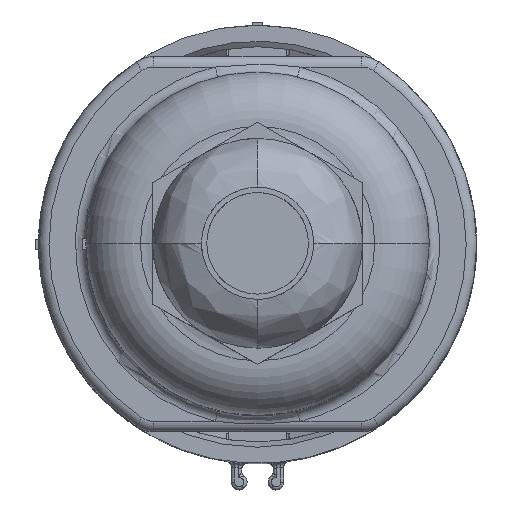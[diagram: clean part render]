
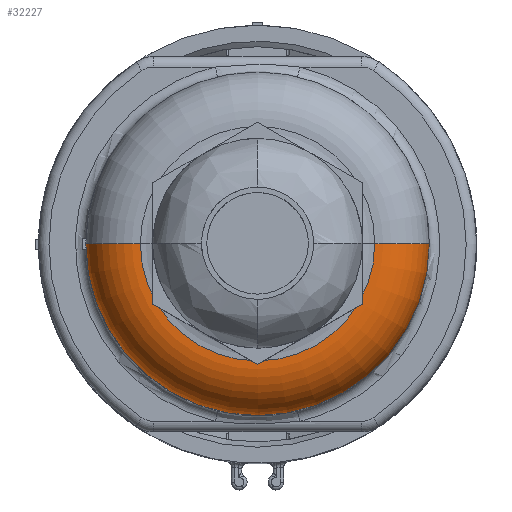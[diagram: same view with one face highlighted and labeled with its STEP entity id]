
A CAD part, top view. The second image highlights one B-rep face of the part: STEP entity #32227.
In plain terms, the highlighted toroidal (fillet/blend) face has major radius 11.375 mm and minor radius 5 mm.
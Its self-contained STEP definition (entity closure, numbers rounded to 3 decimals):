
#32191=AXIS2_PLACEMENT_3D('Circle Axis2P3D',#32189,#32190,$) ;
#32196=AXIS2_PLACEMENT_3D('Circle Axis2P3D',#32194,#32195,$) ;
#32209=AXIS2_PLACEMENT_3D('Torus Axis2P3D',#32206,#32207,#32208) ;
#32213=AXIS2_PLACEMENT_3D('Circle Axis2P3D',#32211,#32212,$) ;
#32218=AXIS2_PLACEMENT_3D('Circle Axis2P3D',#32216,#32217,$) ;
#31917=CARTESIAN_POINT('Vertex',(4.825,23.407,64.095)) ;
#31924=CARTESIAN_POINT('Vertex',(37.575,23.407,64.095)) ;
#32184=CARTESIAN_POINT('Vertex',(10.019,23.407,69.091)) ;
#32186=CARTESIAN_POINT('Vertex',(32.381,23.407,69.091)) ;
#32189=CARTESIAN_POINT('Axis2P3D Location',(32.575,23.407,64.095)) ;
#32194=CARTESIAN_POINT('Axis2P3D Location',(9.825,23.407,64.095)) ;
#32206=CARTESIAN_POINT('Axis2P3D Location',(21.2,23.407,64.095)) ;
#32211=CARTESIAN_POINT('Axis2P3D Location',(21.2,23.407,64.095)) ;
#32216=CARTESIAN_POINT('Axis2P3D Location',(21.2,23.407,69.091)) ;
#32190=DIRECTION('Axis2P3D Direction',(0.,-1.,0.)) ;
#32195=DIRECTION('Axis2P3D Direction',(0.,1.,-0.)) ;
#32207=DIRECTION('Axis2P3D Direction',(0.,0.,1.)) ;
#32208=DIRECTION('Axis2P3D XDirection',(-1.,0.,0.)) ;
#32212=DIRECTION('Axis2P3D Direction',(-0.,0.,1.)) ;
#32217=DIRECTION('Axis2P3D Direction',(-0.,0.,1.)) ;
#32222=ORIENTED_EDGE('',*,*,#32215,.T.) ;
#32223=ORIENTED_EDGE('',*,*,#32193,.F.) ;
#32224=ORIENTED_EDGE('',*,*,#32220,.F.) ;
#32225=ORIENTED_EDGE('',*,*,#32198,.T.) ;
#32227=ADVANCED_FACE('Hauptk\X2\00F6\X0\rper',(#32226),#32210,.T.) ;
#32192=CIRCLE('generated circle',#32191,5.) ;
#32197=CIRCLE('generated circle',#32196,5.) ;
#32214=CIRCLE('generated circle',#32213,16.375) ;
#32219=CIRCLE('generated circle',#32218,11.181) ;
#32210=TOROIDAL_SURFACE('homeo Torus',#32209,11.375,5.) ;
#32193=EDGE_CURVE('',#32187,#31925,#32192,.F.) ;
#32198=EDGE_CURVE('',#32185,#31918,#32197,.F.) ;
#32215=EDGE_CURVE('',#31918,#31925,#32214,.T.) ;
#32220=EDGE_CURVE('',#32185,#32187,#32219,.T.) ;
#32221=EDGE_LOOP('',(#32222,#32223,#32224,#32225)) ;
#32226=FACE_OUTER_BOUND('',#32221,.T.) ;
#31918=VERTEX_POINT('',#31917) ;
#31925=VERTEX_POINT('',#31924) ;
#32185=VERTEX_POINT('',#32184) ;
#32187=VERTEX_POINT('',#32186) ;
